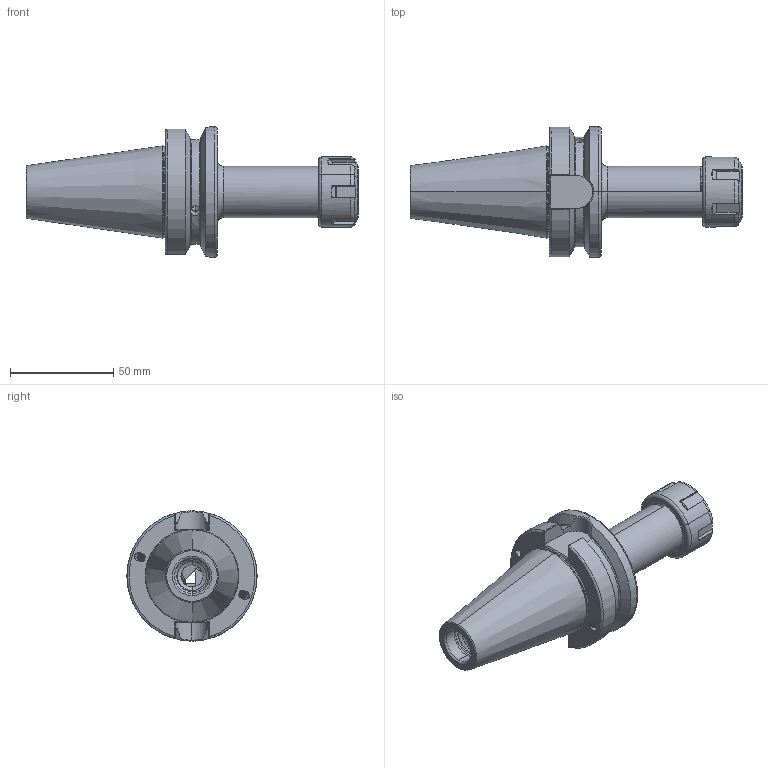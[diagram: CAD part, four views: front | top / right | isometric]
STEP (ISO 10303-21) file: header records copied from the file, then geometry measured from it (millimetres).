
FILE_DESCRIPTION (( 'STEP AP203' ), '1' );
FILE_NAME ('406.02.13.1.STEP', '2016-11-25T10:58:32', ( '' ), ( '' ), 'SwSTEP 2.0', 'SolidWorks 2012', '' );
FILE_SCHEMA (( 'CONFIG_CONTROL_DESIGN' ));
Length unit declared in the file: millimetre
Products named in the file (3): 406.02.13.1; 2-01.100.0200190C7_ER20螺帽(六溝)
Assembly tree (2 placements, depth 2):
  406.02.13.1
    406.02.13.1
    2-01.100.0200190C7_ER20螺帽(六溝)
Bounding box: 160.6 x 63 x 63 mm (x, y, z)
Volume: 146968.7 mm3; surface area: 38325.2 mm2
Topology: 2 solids, 2 shells, 378 faces, 1013 edges, 639 vertices
Faces by surface type: cylinder 163, plane 78, torus 57, bspline 56, cone 24
Entity records: 25183 total; most frequent: CARTESIAN_POINT 16713, ORIENTED_EDGE 2022, DIRECTION 1375, EDGE_CURVE 1011, VERTEX_POINT 639, AXIS2_PLACEMENT_3D 541, EDGE_LOOP 392, FACE_OUTER_BOUND 378
